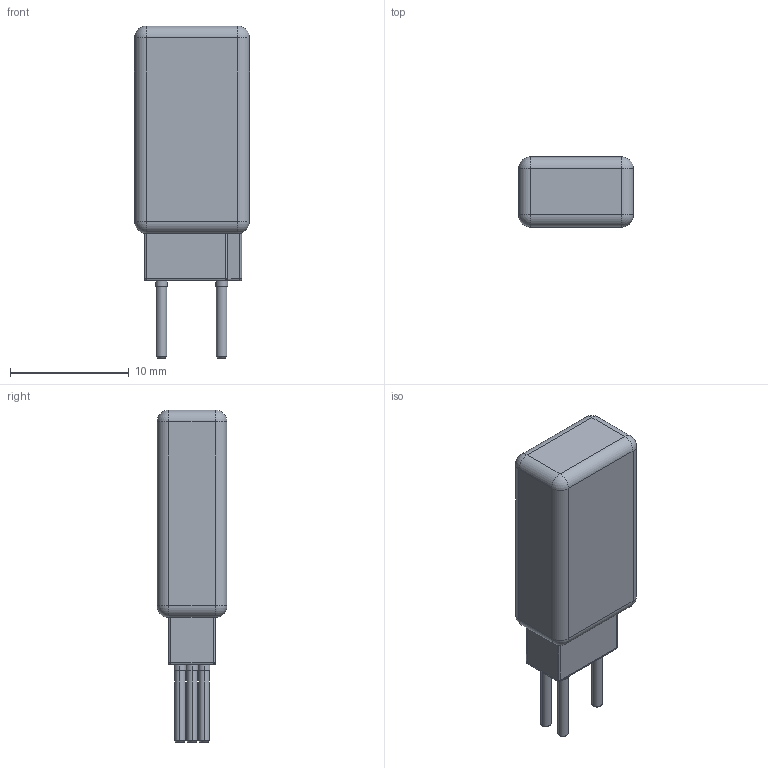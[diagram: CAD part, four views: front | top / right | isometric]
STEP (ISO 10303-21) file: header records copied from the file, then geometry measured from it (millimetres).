
FILE_DESCRIPTION (( 'STEP AP214' ), '1' );
FILE_NAME ('TC2030_withoutpins.STEP', '2022-06-02T14:16:11', ( '' ), ( '' ), 'SwSTEP 2.0', 'SolidWorks 2020', '' );
FILE_SCHEMA (( 'AUTOMOTIVE_DESIGN' ));
Length unit declared in the file: inch
Products named in the file (5): TC2030.stp; TC2030_withoutpins; Chucnker; TC2050_3.stp; TC2030_1.stp
Assembly tree (6 placements, depth 3):
  TC2030_withoutpins
    TC2030.stp
      TC2030_1.stp
      TC2050_3.stp  x3
    Chucnker
Bounding box: 9.7 x 5.9 x 28 mm (x, y, z)
Volume: 1109.9 mm3; surface area: 830.6 mm2
Topology: 5 solids, 5 shells, 129 faces, 268 edges, 157 vertices
Faces by surface type: cylinder 70, plane 35, sphere 16, cone 6, torus 2
Entity records: 2997 total; most frequent: DIRECTION 575, CARTESIAN_POINT 460, ORIENTED_EDGE 432, AXIS2_PLACEMENT_3D 244, EDGE_CURVE 216, CIRCLE 129, VERTEX_POINT 129, EDGE_LOOP 117
